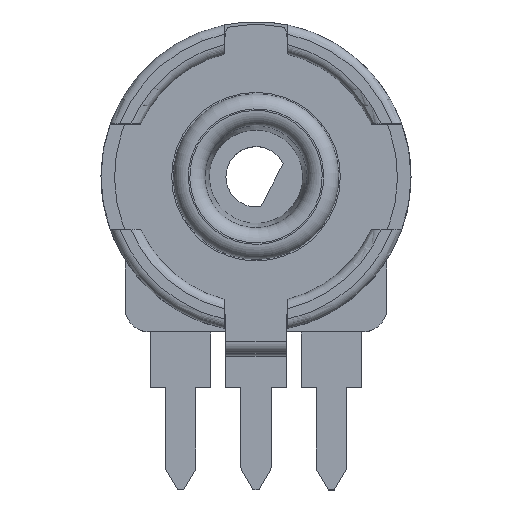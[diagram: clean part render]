
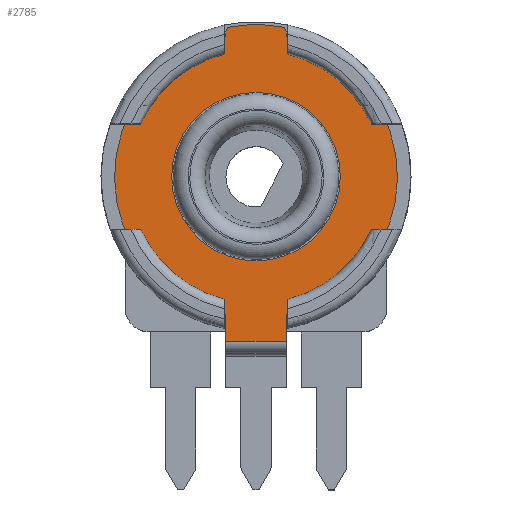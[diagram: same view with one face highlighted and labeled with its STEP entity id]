
A CAD part, top view. The second image highlights one B-rep face of the part: STEP entity #2785.
In plain terms, the highlighted planar face has unit normal (0, 0, 1).
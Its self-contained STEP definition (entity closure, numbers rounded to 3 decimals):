
#209 = AXIS2_PLACEMENT_3D ( 'NONE', #11776, #6063, #309 ) ;
#277 = CIRCLE ( 'NONE', #5045, 5.05 ) ;
#309 = DIRECTION ( 'NONE',  ( -1., 0., 0. ) ) ;
#407 = CIRCLE ( 'NONE', #209, 0.17 ) ;
#701 = CIRCLE ( 'NONE', #2181, 4.7 ) ;
#1154 = VERTEX_POINT ( 'NONE', #7717 ) ;
#1198 = ORIENTED_EDGE ( 'NONE', *, *, #3867, .T. ) ;
#1501 = CARTESIAN_POINT ( 'NONE',  ( -1., -4.592, 0.3 ) ) ;
#1521 = LINE ( 'NONE', #10799, #11369 ) ;
#1593 = CARTESIAN_POINT ( 'NONE',  ( 0.33, -10.266, 0.3 ) ) ;
#1648 = VERTEX_POINT ( 'NONE', #10498 ) ;
#1713 = VERTEX_POINT ( 'NONE', #1880 ) ;
#1787 = VERTEX_POINT ( 'NONE', #5529 ) ;
#1875 = DIRECTION ( 'NONE',  ( 0., 0., -1. ) ) ;
#1880 = CARTESIAN_POINT ( 'NONE',  ( -1., 4.809, 0.3 ) ) ;
#2004 = ORIENTED_EDGE ( 'NONE', *, *, #11620, .T. ) ;
#2056 = AXIS2_PLACEMENT_3D ( 'NONE', #7579, #1875, #8528 ) ;
#2181 = AXIS2_PLACEMENT_3D ( 'NONE', #10947, #5235, #11905 ) ;
#2203 = CARTESIAN_POINT ( 'NONE',  ( 1., 4.809, 0.3 ) ) ;
#2412 = LINE ( 'NONE', #2203, #7470 ) ;
#2434 = CARTESIAN_POINT ( 'NONE',  ( 0., 0., 0.3 ) ) ;
#2745 = CARTESIAN_POINT ( 'NONE',  ( -1.129, 4.562, 0.3 ) ) ;
#2748 = EDGE_CURVE ( 'NONE', #7632, #1787, #7499, .T. ) ;
#2765 = CIRCLE ( 'NONE', #2809, 2.6 ) ;
#2785 = ADVANCED_FACE ( 'NONE', ( #4383, #7208 ), #4435, .T. ) ;
#2809 = AXIS2_PLACEMENT_3D ( 'NONE', #4947, #10657, #5917 ) ;
#2820 = ORIENTED_EDGE ( 'NONE', *, *, #11603, .T. ) ;
#3216 = DIRECTION ( 'NONE',  ( 0., -1., 0. ) ) ;
#3392 = DIRECTION ( 'NONE',  ( 1., 0., 0. ) ) ;
#3403 = CARTESIAN_POINT ( 'NONE',  ( -1., -7.605, 0.3 ) ) ;
#3416 = EDGE_LOOP ( 'NONE', ( #4504, #9381, #5639, #9072, #9495, #11142, #10338, #2820, #4543, #1198, #2004, #4226 ) ) ;
#3474 = DIRECTION ( 'NONE',  ( 1., 0., 0. ) ) ;
#3481 = CIRCLE ( 'NONE', #8518, 0.17 ) ;
#3689 = CARTESIAN_POINT ( 'NONE',  ( 1., -7.605, 0.3 ) ) ;
#3867 = EDGE_CURVE ( 'NONE', #1154, #6514, #3481, .T. ) ;
#4043 = DIRECTION ( 'NONE',  ( -1., 0., 0. ) ) ;
#4188 = VERTEX_POINT ( 'NONE', #7369 ) ;
#4208 = CIRCLE ( 'NONE', #7583, 0.17 ) ;
#4226 = ORIENTED_EDGE ( 'NONE', *, *, #11169, .T. ) ;
#4264 = EDGE_CURVE ( 'NONE', #4188, #7632, #6408, .T. ) ;
#4383 = FACE_OUTER_BOUND ( 'NONE', #3416, .T. ) ;
#4435 = PLANE ( 'NONE',  #11807 ) ;
#4504 = ORIENTED_EDGE ( 'NONE', *, *, #6999, .F. ) ;
#4543 = ORIENTED_EDGE ( 'NONE', *, *, #8626, .T. ) ;
#4843 = VERTEX_POINT ( 'NONE', #6323 ) ;
#4947 = CARTESIAN_POINT ( 'NONE',  ( 0., 0., 0.3 ) ) ;
#4991 = CARTESIAN_POINT ( 'NONE',  ( 1., 4.727, 0.3 ) ) ;
#5045 = AXIS2_PLACEMENT_3D ( 'NONE', #2434, #9077, #3392 ) ;
#5235 = DIRECTION ( 'NONE',  ( 0., 0., 1. ) ) ;
#5443 = CARTESIAN_POINT ( 'NONE',  ( 0.83, 4.809, 0.3 ) ) ;
#5529 = CARTESIAN_POINT ( 'NONE',  ( 1.129, 4.562, 0.3 ) ) ;
#5601 = VECTOR ( 'NONE', #4043, 1000. ) ;
#5639 = ORIENTED_EDGE ( 'NONE', *, *, #2748, .T. ) ;
#5917 = DIRECTION ( 'NONE',  ( 1., 0., 0. ) ) ;
#5930 = CARTESIAN_POINT ( 'NONE',  ( 0.33, -5.474, 0.3 ) ) ;
#6063 = DIRECTION ( 'NONE',  ( 0., 0., 1. ) ) ;
#6323 = CARTESIAN_POINT ( 'NONE',  ( -1., -5.474, 0.3 ) ) ;
#6328 = CARTESIAN_POINT ( 'NONE',  ( 1., 4.809, 0.3 ) ) ;
#6404 = DIRECTION ( 'NONE',  ( -1., 0., 0. ) ) ;
#6408 = LINE ( 'NONE', #3689, #11172 ) ;
#6483 = EDGE_CURVE ( 'NONE', #1648, #1648, #2765, .T. ) ;
#6514 = VERTEX_POINT ( 'NONE', #2745 ) ;
#6542 = DIRECTION ( 'NONE',  ( 0., 1., 0. ) ) ;
#6548 = CIRCLE ( 'NONE', #2056, 0.17 ) ;
#6568 = DIRECTION ( 'NONE',  ( 1., 0., 0. ) ) ;
#6767 = VERTEX_POINT ( 'NONE', #1501 ) ;
#6999 = EDGE_CURVE ( 'NONE', #4188, #4843, #8118, .T. ) ;
#7208 = FACE_BOUND ( 'NONE', #11212, .T. ) ;
#7304 = DIRECTION ( 'NONE',  ( 0., 0., 1. ) ) ;
#7369 = CARTESIAN_POINT ( 'NONE',  ( 1., -5.474, 0.3 ) ) ;
#7470 = VECTOR ( 'NONE', #8849, 1000. ) ;
#7496 = DIRECTION ( 'NONE',  ( -1., 0., 0. ) ) ;
#7499 = CIRCLE ( 'NONE', #9224, 4.7 ) ;
#7579 = CARTESIAN_POINT ( 'NONE',  ( 1.17, 4.727, 0.3 ) ) ;
#7583 = AXIS2_PLACEMENT_3D ( 'NONE', #5443, #12110, #6404 ) ;
#7632 = VERTEX_POINT ( 'NONE', #9181 ) ;
#7717 = CARTESIAN_POINT ( 'NONE',  ( -1., 4.727, 0.3 ) ) ;
#8017 = VERTEX_POINT ( 'NONE', #10726 ) ;
#8118 = LINE ( 'NONE', #5930, #5601 ) ;
#8167 = VERTEX_POINT ( 'NONE', #6328 ) ;
#8218 = CARTESIAN_POINT ( 'NONE',  ( 0., 0., 0.3 ) ) ;
#8518 = AXIS2_PLACEMENT_3D ( 'NONE', #12260, #9398, #7496 ) ;
#8528 = DIRECTION ( 'NONE',  ( 1., 0., 0. ) ) ;
#8626 = EDGE_CURVE ( 'NONE', #1713, #1154, #1521, .T. ) ;
#8849 = DIRECTION ( 'NONE',  ( 0., 1., 0. ) ) ;
#8986 = VERTEX_POINT ( 'NONE', #4991 ) ;
#9032 = EDGE_CURVE ( 'NONE', #8986, #8167, #2412, .T. ) ;
#9072 = ORIENTED_EDGE ( 'NONE', *, *, #12408, .T. ) ;
#9077 = DIRECTION ( 'NONE',  ( 0., 0., 1. ) ) ;
#9171 = DIRECTION ( 'NONE',  ( 0., 0., 1. ) ) ;
#9181 = CARTESIAN_POINT ( 'NONE',  ( 1., -4.592, 0.3 ) ) ;
#9224 = AXIS2_PLACEMENT_3D ( 'NONE', #8218, #9171, #3474 ) ;
#9381 = ORIENTED_EDGE ( 'NONE', *, *, #4264, .T. ) ;
#9398 = DIRECTION ( 'NONE',  ( 0., 0., -1. ) ) ;
#9495 = ORIENTED_EDGE ( 'NONE', *, *, #9032, .T. ) ;
#9834 = VERTEX_POINT ( 'NONE', #10018 ) ;
#10018 = CARTESIAN_POINT ( 'NONE',  ( 0.859, 4.976, 0.3 ) ) ;
#10077 = DIRECTION ( 'NONE',  ( 0., -1., 0. ) ) ;
#10173 = EDGE_CURVE ( 'NONE', #9834, #8017, #277, .T. ) ;
#10281 = EDGE_CURVE ( 'NONE', #8167, #9834, #4208, .T. ) ;
#10338 = ORIENTED_EDGE ( 'NONE', *, *, #10173, .T. ) ;
#10498 = CARTESIAN_POINT ( 'NONE',  ( 2.6, 0., 0.3 ) ) ;
#10657 = DIRECTION ( 'NONE',  ( 0., 0., 1. ) ) ;
#10660 = ORIENTED_EDGE ( 'NONE', *, *, #6483, .F. ) ;
#10726 = CARTESIAN_POINT ( 'NONE',  ( -0.859, 4.976, 0.3 ) ) ;
#10799 = CARTESIAN_POINT ( 'NONE',  ( -1., 4.809, 0.3 ) ) ;
#10947 = CARTESIAN_POINT ( 'NONE',  ( 0., 0., 0.3 ) ) ;
#11142 = ORIENTED_EDGE ( 'NONE', *, *, #10281, .T. ) ;
#11169 = EDGE_CURVE ( 'NONE', #6767, #4843, #11335, .T. ) ;
#11172 = VECTOR ( 'NONE', #6542, 1000. ) ;
#11212 = EDGE_LOOP ( 'NONE', ( #10660 ) ) ;
#11335 = LINE ( 'NONE', #3403, #11950 ) ;
#11369 = VECTOR ( 'NONE', #3216, 1000. ) ;
#11603 = EDGE_CURVE ( 'NONE', #8017, #1713, #407, .T. ) ;
#11620 = EDGE_CURVE ( 'NONE', #6514, #6767, #701, .T. ) ;
#11776 = CARTESIAN_POINT ( 'NONE',  ( -0.83, 4.809, 0.3 ) ) ;
#11807 = AXIS2_PLACEMENT_3D ( 'NONE', #1593, #7304, #6568 ) ;
#11905 = DIRECTION ( 'NONE',  ( 1., 0., 0. ) ) ;
#11950 = VECTOR ( 'NONE', #10077, 1000. ) ;
#12110 = DIRECTION ( 'NONE',  ( 0., 0., 1. ) ) ;
#12260 = CARTESIAN_POINT ( 'NONE',  ( -1.17, 4.727, 0.3 ) ) ;
#12408 = EDGE_CURVE ( 'NONE', #1787, #8986, #6548, .T. ) ;
